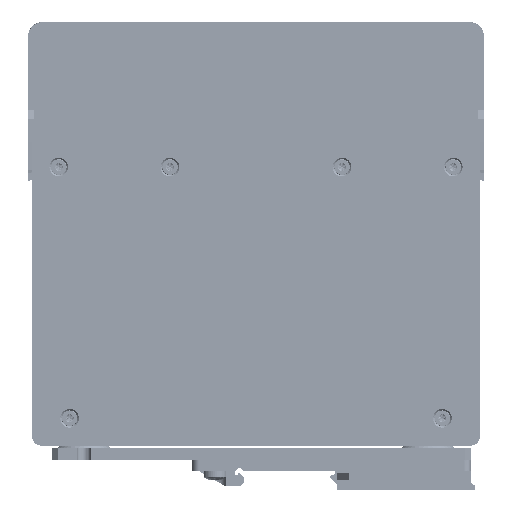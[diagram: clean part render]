
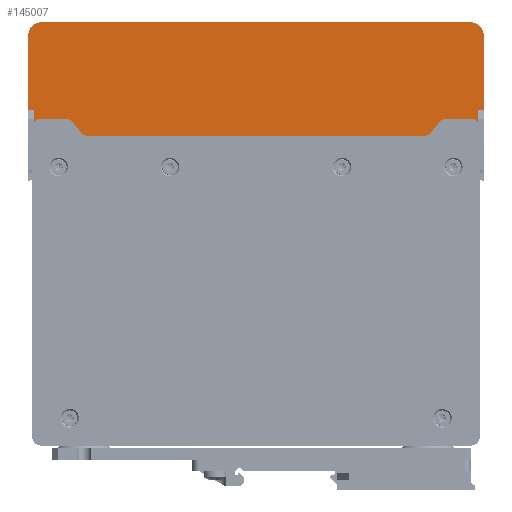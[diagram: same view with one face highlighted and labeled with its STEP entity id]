
A CAD part, left-side view. The second image highlights one B-rep face of the part: STEP entity #145007.
In plain terms, the highlighted face is planar.
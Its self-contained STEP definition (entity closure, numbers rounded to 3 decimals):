
#40196=CARTESIAN_POINT('',(-141.103,1.35,
-79.5));
#40197=CARTESIAN_POINT('',(-141.549,1.35,
-79.5));
#40198=CARTESIAN_POINT('',(-142.407,1.35,
-79.385));
#40199=CARTESIAN_POINT('',(-143.632,1.35,
-78.881));
#40200=CARTESIAN_POINT('',(-144.677,1.35,
-78.077));
#40201=CARTESIAN_POINT('',(-145.481,1.35,
-77.032));
#40202=CARTESIAN_POINT('',(-145.985,1.35,
-75.807));
#40203=CARTESIAN_POINT('',(-146.1,1.35,
-74.949));
#40204=CARTESIAN_POINT('',(-146.1,1.35,
-74.503));
#40206=DIRECTION('',(0.,0.,1.));
#40207=VECTOR('',#40206,149.006);
#40208=CARTESIAN_POINT('',(-146.1,1.35,
-74.503));
#40209=LINE('',#40208,#40207);
#40210=CARTESIAN_POINT('',(-146.1,1.35,
74.503));
#40211=CARTESIAN_POINT('',(-146.1,1.35,
74.949));
#40212=CARTESIAN_POINT('',(-145.985,1.35,
75.807));
#40213=CARTESIAN_POINT('',(-145.48,1.35,
77.032));
#40214=CARTESIAN_POINT('',(-144.677,1.35,
78.077));
#40215=CARTESIAN_POINT('',(-143.632,1.35,
78.88));
#40216=CARTESIAN_POINT('',(-142.407,1.35,
79.385));
#40217=CARTESIAN_POINT('',(-141.549,1.35,
79.5));
#40218=CARTESIAN_POINT('',(-141.103,1.35,
79.5));
#40220=DIRECTION('',(1.,0.,0.));
#40221=VECTOR('',#40220,25.703);
#40222=CARTESIAN_POINT('',(-141.103,1.35,
79.5));
#40223=LINE('',#40222,#40221);
#40224=DIRECTION('',(0.,0.,-1.));
#40225=VECTOR('',#40224,2.);
#40226=CARTESIAN_POINT('',(-115.4,1.35,79.5));
#40227=LINE('',#40226,#40225);
#40228=DIRECTION('',(0.707,0.,-0.707));
#40229=VECTOR('',#40228,6.081);
#40230=CARTESIAN_POINT('',(-110.4,1.35,64.019));
#40231=LINE('',#40230,#40229);
#40232=DIRECTION('',(-0.707,0.,-0.707));
#40233=VECTOR('',#40232,6.081);
#40234=CARTESIAN_POINT('',(-106.1,1.35,-59.719));
#40235=LINE('',#40234,#40233);
#40236=DIRECTION('',(0.,0.,-1.));
#40237=VECTOR('',#40236,2.);
#40238=CARTESIAN_POINT('',(-115.4,1.35,-77.5));
#40239=LINE('',#40238,#40237);
#40240=DIRECTION('',(-1.,0.,0.));
#40241=VECTOR('',#40240,25.703);
#40242=CARTESIAN_POINT('',(-115.4,1.35,-79.5));
#40243=LINE('',#40242,#40241);
#40264=DIRECTION('',(-1.,0.,0.));
#40265=VECTOR('',#40264,5.);
#40266=CARTESIAN_POINT('',(-110.4,1.35,77.5));
#40267=LINE('',#40266,#40265);
#40272=DIRECTION('',(0.,0.,1.));
#40273=VECTOR('',#40272,13.481);
#40274=CARTESIAN_POINT('',(-110.4,1.35,64.019));
#40275=LINE('',#40274,#40273);
#40280=DIRECTION('',(0.,0.,1.));
#40281=VECTOR('',#40280,119.438);
#40282=CARTESIAN_POINT('',(-106.1,1.35,-59.719));
#40283=LINE('',#40282,#40281);
#40296=DIRECTION('',(0.,0.,1.));
#40297=VECTOR('',#40296,13.481);
#40298=CARTESIAN_POINT('',(-110.4,1.35,-77.5));
#40299=LINE('',#40298,#40297);
#40304=DIRECTION('',(1.,0.,0.));
#40305=VECTOR('',#40304,5.);
#40306=CARTESIAN_POINT('',(-115.4,1.35,-77.5));
#40307=LINE('',#40306,#40305);
#64754=CARTESIAN_POINT('',(-146.1,1.35,
-74.503));
#64755=VERTEX_POINT('',#64754);
#64756=VERTEX_POINT('',#40196);
#64757=CARTESIAN_POINT('',(-146.1,1.35,
74.503));
#64758=VERTEX_POINT('',#64757);
#64759=CARTESIAN_POINT('',(-141.103,1.35,
79.5));
#64760=VERTEX_POINT('',#64759);
#64785=CARTESIAN_POINT('',(-115.4,1.35,79.5));
#64786=VERTEX_POINT('',#64785);
#64793=CARTESIAN_POINT('',(-115.4,1.35,-79.5));
#64794=VERTEX_POINT('',#64793);
#64817=CARTESIAN_POINT('',(-115.4,1.35,77.5));
#64818=VERTEX_POINT('',#64817);
#64819=CARTESIAN_POINT('',(-110.4,1.35,77.5));
#64820=VERTEX_POINT('',#64819);
#64821=CARTESIAN_POINT('',(-110.4,1.35,64.019));
#64822=VERTEX_POINT('',#64821);
#64823=CARTESIAN_POINT('',(-106.1,1.35,59.719));
#64824=VERTEX_POINT('',#64823);
#64825=CARTESIAN_POINT('',(-106.1,1.35,-59.719));
#64826=VERTEX_POINT('',#64825);
#64827=CARTESIAN_POINT('',(-110.4,1.35,-64.019));
#64828=VERTEX_POINT('',#64827);
#64829=CARTESIAN_POINT('',(-110.4,1.35,-77.5));
#64830=VERTEX_POINT('',#64829);
#64831=CARTESIAN_POINT('',(-115.4,1.35,-77.5));
#64832=VERTEX_POINT('',#64831);
#144976=CARTESIAN_POINT('',(-104.1,1.35,0.));
#144977=DIRECTION('',(0.,-1.,0.));
#144978=DIRECTION('',(0.,0.,1.));
#144979=AXIS2_PLACEMENT_3D('',#144976,#144977,#144978);
#144980=PLANE('',#144979);
#144981=ORIENTED_EDGE('',*,*,#144678,.T.);
#144983=ORIENTED_EDGE('',*,*,#144982,.T.);
#144984=ORIENTED_EDGE('',*,*,#144962,.T.);
#144985=ORIENTED_EDGE('',*,*,#144943,.T.);
#144987=ORIENTED_EDGE('',*,*,#144986,.T.);
#144989=ORIENTED_EDGE('',*,*,#144988,.F.);
#144991=ORIENTED_EDGE('',*,*,#144990,.F.);
#144993=ORIENTED_EDGE('',*,*,#144992,.T.);
#144995=ORIENTED_EDGE('',*,*,#144994,.F.);
#144997=ORIENTED_EDGE('',*,*,#144996,.T.);
#144999=ORIENTED_EDGE('',*,*,#144998,.F.);
#145001=ORIENTED_EDGE('',*,*,#145000,.F.);
#145003=ORIENTED_EDGE('',*,*,#145002,.T.);
#145004=ORIENTED_EDGE('',*,*,#144632,.T.);
#145005=EDGE_LOOP('',(#144981,#144983,#144984,#144985,#144987,#144989,#144991,
#144993,#144995,#144997,#144999,#145001,#145003,#145004));
#145006=FACE_OUTER_BOUND('',#145005,.F.);
#145007=ADVANCED_FACE('',(#145006),#144980,.T.);
#40205=B_SPLINE_CURVE_WITH_KNOTS('',3,(#40196,#40197,#40198,#40199,#40200,
#40201,#40202,#40203,#40204),.UNSPECIFIED.,.F.,.F.,(4,1,1,1,1,1,4),(0.,
0.167,0.333,0.5,0.667,0.833,
1.),.UNSPECIFIED.);
#40219=B_SPLINE_CURVE_WITH_KNOTS('',3,(#40210,#40211,#40212,#40213,#40214,
#40215,#40216,#40217,#40218),.UNSPECIFIED.,.F.,.F.,(4,1,1,1,1,1,4),(0.,
0.167,0.333,0.5,0.667,0.833,
1.),.UNSPECIFIED.);
#144632=EDGE_CURVE('',#64794,#64756,#40243,.T.);
#144678=EDGE_CURVE('',#64756,#64755,#40205,.T.);
#144943=EDGE_CURVE('',#64760,#64786,#40223,.T.);
#144962=EDGE_CURVE('',#64758,#64760,#40219,.T.);
#144982=EDGE_CURVE('',#64755,#64758,#40209,.T.);
#144986=EDGE_CURVE('',#64786,#64818,#40227,.T.);
#144988=EDGE_CURVE('',#64820,#64818,#40267,.T.);
#144990=EDGE_CURVE('',#64822,#64820,#40275,.T.);
#144992=EDGE_CURVE('',#64822,#64824,#40231,.T.);
#144994=EDGE_CURVE('',#64826,#64824,#40283,.T.);
#144996=EDGE_CURVE('',#64826,#64828,#40235,.T.);
#144998=EDGE_CURVE('',#64830,#64828,#40299,.T.);
#145000=EDGE_CURVE('',#64832,#64830,#40307,.T.);
#145002=EDGE_CURVE('',#64832,#64794,#40239,.T.);
